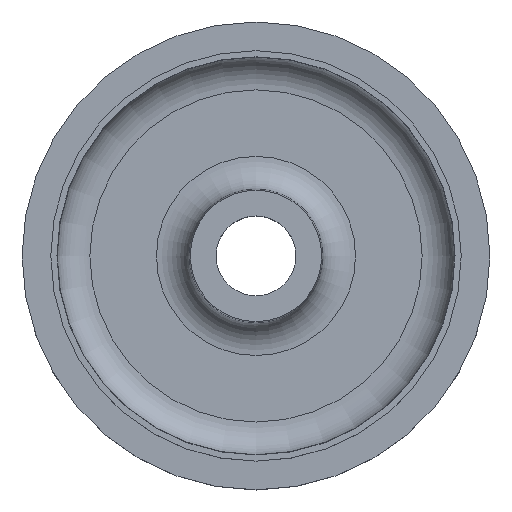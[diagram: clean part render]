
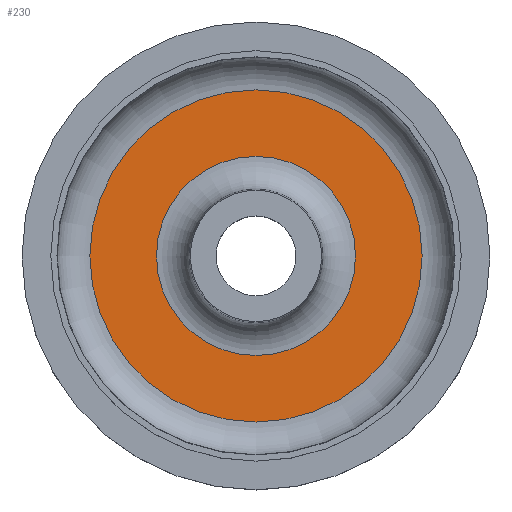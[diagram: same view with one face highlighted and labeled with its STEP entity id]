
A CAD part, top view. The second image highlights one B-rep face of the part: STEP entity #230.
In plain terms, the highlighted planar face has unit normal (0, 0, 1).
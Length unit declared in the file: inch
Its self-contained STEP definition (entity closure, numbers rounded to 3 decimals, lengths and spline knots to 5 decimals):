
#42=FACE_BOUND('',#98,.T.);
#62=FACE_OUTER_BOUND('',#97,.T.);
#97=EDGE_LOOP('',(#197));
#98=EDGE_LOOP('',(#198));
#122=CIRCLE('',#285,1.26467);
#123=CIRCLE('',#287,0.75779);
#142=VERTEX_POINT('',#423);
#143=VERTEX_POINT('',#426);
#162=EDGE_CURVE('',#142,#142,#122,.T.);
#163=EDGE_CURVE('',#143,#143,#123,.T.);
#197=ORIENTED_EDGE('',*,*,#162,.F.);
#198=ORIENTED_EDGE('',*,*,#163,.T.);
#213=PLANE('',#286);
#230=ADVANCED_FACE('',(#62,#42),#213,.F.);
#285=AXIS2_PLACEMENT_3D('',#424,#357,#358);
#286=AXIS2_PLACEMENT_3D('',#425,#359,#360);
#287=AXIS2_PLACEMENT_3D('',#427,#361,#362);
#357=DIRECTION('center_axis',(0.,0.,-1.));
#358=DIRECTION('ref_axis',(-1.,0.,0.));
#359=DIRECTION('center_axis',(0.,0.,-1.));
#360=DIRECTION('ref_axis',(-1.,0.,0.));
#361=DIRECTION('center_axis',(0.,0.,-1.));
#362=DIRECTION('ref_axis',(-1.,0.,0.));
#423=CARTESIAN_POINT('',(-1.26467,0.,0.1875));
#424=CARTESIAN_POINT('Origin',(0.,0.,0.1875));
#425=CARTESIAN_POINT('Origin',(0.,0.75779,0.1875));
#426=CARTESIAN_POINT('',(-0.75779,0.,0.1875));
#427=CARTESIAN_POINT('Origin',(0.,0.,0.1875));
